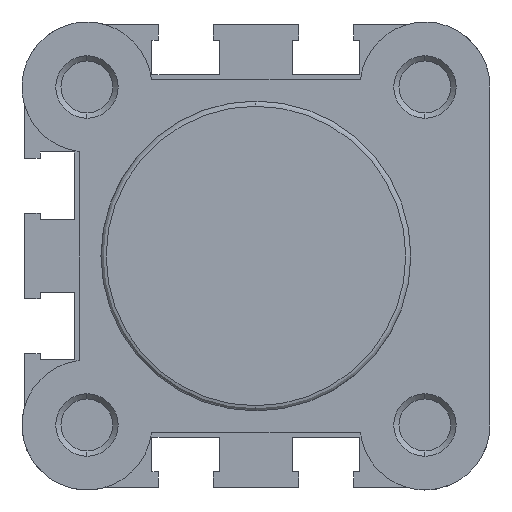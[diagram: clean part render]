
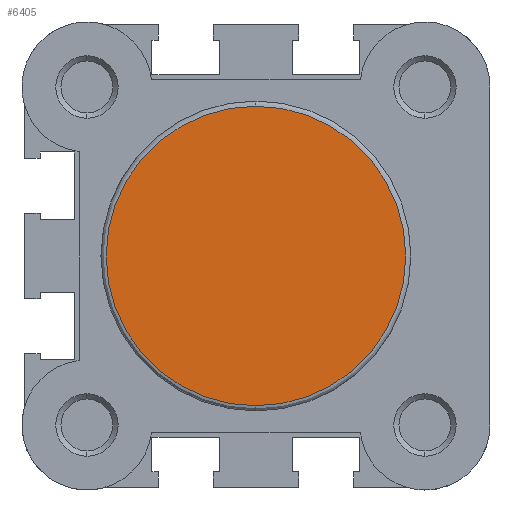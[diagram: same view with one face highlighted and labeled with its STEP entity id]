
A CAD part, left-side view. The second image highlights one B-rep face of the part: STEP entity #6405.
In plain terms, the highlighted planar face has unit normal (-1, 0, 0).
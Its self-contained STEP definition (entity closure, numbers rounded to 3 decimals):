
#8 = EDGE_LOOP ( 'NONE', ( #1020, #1010 ) ) ;
#1010 = ORIENTED_EDGE ( 'NONE', *, *, #2848, .T. ) ;
#1020 = ORIENTED_EDGE ( 'NONE', *, *, #2781, .T. ) ;
#1141 = CIRCLE ( 'NONE', #2676, 14.4 ) ;
#1251 = CIRCLE ( 'NONE', #2639, 14.4 ) ;
#1355 = CARTESIAN_POINT ( 'NONE',  ( 0., 0., 14.4 ) ) ;
#1462 = CARTESIAN_POINT ( 'NONE',  ( 0., 0., -14.4 ) ) ;
#1526 = VERTEX_POINT ( 'NONE', #1462 ) ;
#1667 = VERTEX_POINT ( 'NONE', #1355 ) ;
#2346 = AXIS2_PLACEMENT_3D ( 'NONE', #3676, #3678, #3679 ) ;
#2639 = AXIS2_PLACEMENT_3D ( 'NONE', #5267, #5274, #5275 ) ;
#2676 = AXIS2_PLACEMENT_3D ( 'NONE', #5102, #5103, #5104 ) ;
#2781 = EDGE_CURVE ( 'NONE', #1667, #1526, #1141, .T. ) ;
#2848 = EDGE_CURVE ( 'NONE', #1526, #1667, #1251, .T. ) ;
#3676 = CARTESIAN_POINT ( 'NONE',  ( 0., -14.9, 0. ) ) ;
#3677 = PLANE ( 'NONE',  #2346 ) ;
#3678 = DIRECTION ( 'NONE',  ( -1., 0., 0. ) ) ;
#3679 = DIRECTION ( 'NONE',  ( 0., 0., 1. ) ) ;
#4888 = FACE_OUTER_BOUND ( 'NONE', #8, .T. ) ;
#5102 = CARTESIAN_POINT ( 'NONE',  ( 0., 0., 0. ) ) ;
#5103 = DIRECTION ( 'NONE',  ( -1., 0., 0. ) ) ;
#5104 = DIRECTION ( 'NONE',  ( 0., 0., 1. ) ) ;
#5267 = CARTESIAN_POINT ( 'NONE',  ( 0., 0., 0. ) ) ;
#5274 = DIRECTION ( 'NONE',  ( -1., 0., 0. ) ) ;
#5275 = DIRECTION ( 'NONE',  ( 0., 0., 1. ) ) ;
#6405 = ADVANCED_FACE ( 'NONE', ( #4888 ), #3677, .T. ) ;
